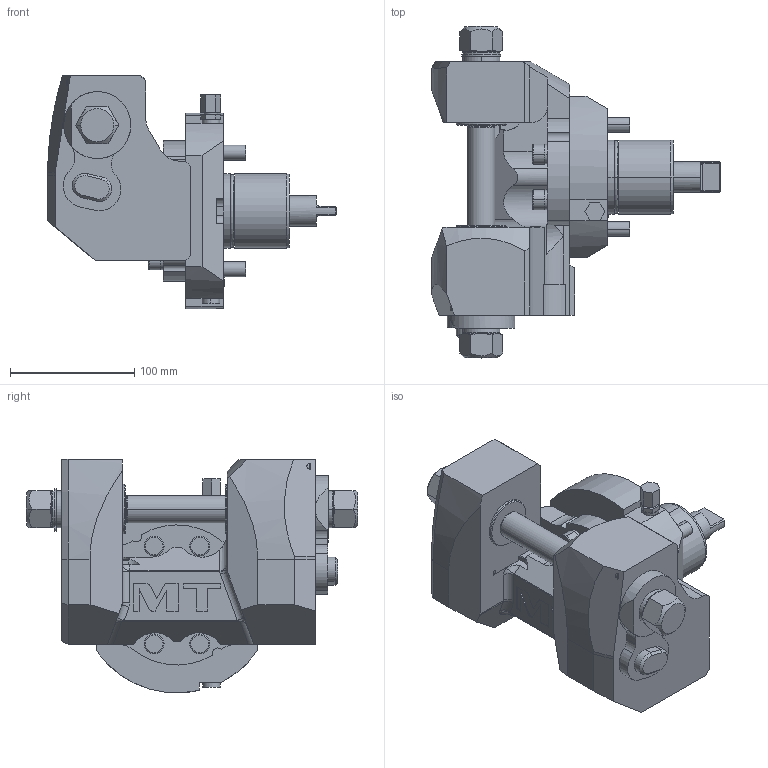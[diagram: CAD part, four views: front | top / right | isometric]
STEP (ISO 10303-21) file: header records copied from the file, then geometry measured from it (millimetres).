
FILE_DESCRIPTION((''),'2;1');
FILE_NAME('MNL0412100_CONF','2023-02-16T16:21:21',('sterribile'),('M.T. srl'),'CREO PARAMETRIC BY PTC INC, 2021072','CREO PARAMETRIC BY PTC INC, 2021072','');
FILE_SCHEMA(('CONFIG_CONTROL_DESIGN'));
Length unit declared in the file: millimetre
Products named in the file (1): MNL0412100_CONF
Bounding box: 232.77 x 267.7 x 188.43 mm (x, y, z)
Volume: 2779961.5 mm3; surface area: 188462.9 mm2
Topology: 1 solids, 1 shells, 393 faces, 983 edges, 621 vertices
Faces by surface type: plane 209, cylinder 128, cone 34, torus 17, bspline 3, extrusion 2
Entity records: 12980 total; most frequent: CARTESIAN_POINT 3491, DIRECTION 1987, ORIENTED_EDGE 1958, EDGE_CURVE 979, AXIS2_PLACEMENT_3D 718, VERTEX_POINT 621, VECTOR 551, LINE 549
